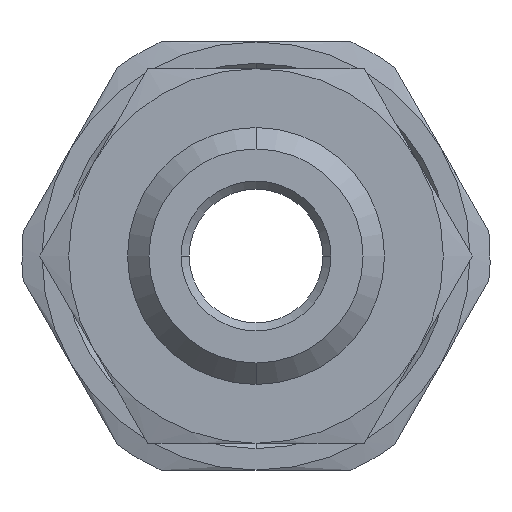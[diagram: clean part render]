
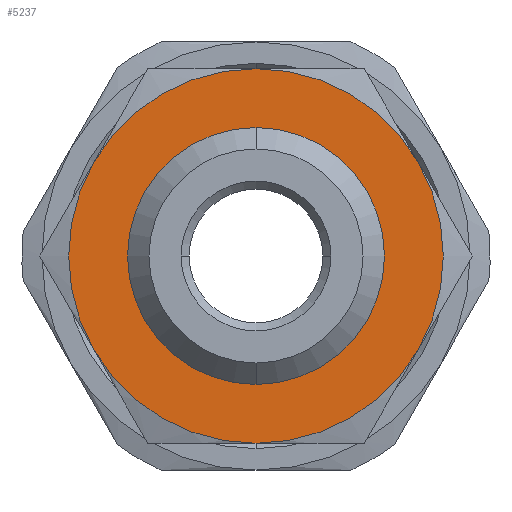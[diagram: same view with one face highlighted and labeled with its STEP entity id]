
A CAD part, front view. The second image highlights one B-rep face of the part: STEP entity #5237.
In plain terms, the highlighted planar face has unit normal (0, -1, 0).
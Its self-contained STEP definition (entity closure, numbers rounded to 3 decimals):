
#1163=CARTESIAN_POINT('',(0.,0.,0.));
#1164=DIRECTION('',(0.,-1.,0.));
#1165=DIRECTION('',(0.,0.,-1.));
#1166=AXIS2_PLACEMENT_3D('',#1163,#1164,#1165);
#1168=CARTESIAN_POINT('',(0.,0.,0.));
#1169=DIRECTION('',(0.,1.,0.));
#1170=DIRECTION('',(0.,0.,-1.));
#1171=AXIS2_PLACEMENT_3D('',#1168,#1169,#1170);
#1173=CARTESIAN_POINT('',(0.,0.,0.));
#1174=DIRECTION('',(0.,-1.,0.));
#1175=DIRECTION('',(0.,0.,1.));
#1176=AXIS2_PLACEMENT_3D('',#1173,#1174,#1175);
#1178=CARTESIAN_POINT('',(0.,0.,0.));
#1179=DIRECTION('',(0.,-1.,0.));
#1180=DIRECTION('',(0.866,0.,0.5));
#1181=AXIS2_PLACEMENT_3D('',#1178,#1179,#1180);
#1183=CARTESIAN_POINT('',(0.,0.,0.));
#1184=DIRECTION('',(0.,-1.,0.));
#1185=DIRECTION('',(0.866,0.,-0.5));
#1186=AXIS2_PLACEMENT_3D('',#1183,#1184,#1185);
#1188=CARTESIAN_POINT('',(0.,0.,0.));
#1189=DIRECTION('',(0.,-1.,0.));
#1190=DIRECTION('',(0.,0.,-1.));
#1191=AXIS2_PLACEMENT_3D('',#1188,#1189,#1190);
#1193=CARTESIAN_POINT('',(0.,0.,0.));
#1194=DIRECTION('',(0.,-1.,0.));
#1195=DIRECTION('',(-0.866,0.,-0.5));
#1196=AXIS2_PLACEMENT_3D('',#1193,#1194,#1195);
#1198=CARTESIAN_POINT('',(0.,0.,0.));
#1199=DIRECTION('',(0.,-1.,0.));
#1200=DIRECTION('',(-0.866,0.,0.5));
#1201=AXIS2_PLACEMENT_3D('',#1198,#1199,#1200);
#2969=CARTESIAN_POINT('',(0.,0.,-4.8));
#2970=VERTEX_POINT('',#2969);
#2971=CARTESIAN_POINT('',(0.,0.,4.8));
#2972=VERTEX_POINT('',#2971);
#3387=CARTESIAN_POINT('',(0.,0.,7.));
#3388=CARTESIAN_POINT('',(-6.062,0.,
3.5));
#3389=VERTEX_POINT('',#3387);
#3390=VERTEX_POINT('',#3388);
#3391=CARTESIAN_POINT('',(-6.062,0.,-3.5));
#3392=VERTEX_POINT('',#3391);
#3393=CARTESIAN_POINT('',(0.,0.,-7.));
#3394=VERTEX_POINT('',#3393);
#3395=CARTESIAN_POINT('',(6.062,0.,
-3.5));
#3396=VERTEX_POINT('',#3395);
#3397=CARTESIAN_POINT('',(6.062,0.,
3.5));
#3398=VERTEX_POINT('',#3397);
#5214=CARTESIAN_POINT('',(0.,0.,0.));
#5215=DIRECTION('',(0.,-1.,0.));
#5216=DIRECTION('',(1.,0.,0.));
#5217=AXIS2_PLACEMENT_3D('',#5214,#5215,#5216);
#5218=PLANE('',#5217);
#5220=ORIENTED_EDGE('',*,*,#5219,.F.);
#5222=ORIENTED_EDGE('',*,*,#5221,.F.);
#5224=ORIENTED_EDGE('',*,*,#5223,.F.);
#5226=ORIENTED_EDGE('',*,*,#5225,.F.);
#5228=ORIENTED_EDGE('',*,*,#5227,.F.);
#5230=ORIENTED_EDGE('',*,*,#5229,.F.);
#5231=EDGE_LOOP('',(#5220,#5222,#5224,#5226,#5228,#5230));
#5232=FACE_OUTER_BOUND('',#5231,.F.);
#5233=ORIENTED_EDGE('',*,*,#5209,.T.);
#5234=ORIENTED_EDGE('',*,*,#5193,.F.);
#5235=EDGE_LOOP('',(#5233,#5234));
#5236=FACE_BOUND('',#5235,.F.);
#5237=ADVANCED_FACE('',(#5232,#5236),#5218,.T.);
#1167=CIRCLE('',#1166,4.8);
#1172=CIRCLE('',#1171,4.8);
#1177=CIRCLE('',#1176,7.);
#1182=CIRCLE('',#1181,7.);
#1187=CIRCLE('',#1186,7.);
#1192=CIRCLE('',#1191,7.);
#1197=CIRCLE('',#1196,7.);
#1202=CIRCLE('',#1201,7.);
#5193=EDGE_CURVE('',#2970,#2972,#1172,.T.);
#5209=EDGE_CURVE('',#2970,#2972,#1167,.T.);
#5219=EDGE_CURVE('',#3389,#3390,#1177,.T.);
#5221=EDGE_CURVE('',#3398,#3389,#1182,.T.);
#5223=EDGE_CURVE('',#3396,#3398,#1187,.T.);
#5225=EDGE_CURVE('',#3394,#3396,#1192,.T.);
#5227=EDGE_CURVE('',#3392,#3394,#1197,.T.);
#5229=EDGE_CURVE('',#3390,#3392,#1202,.T.);
